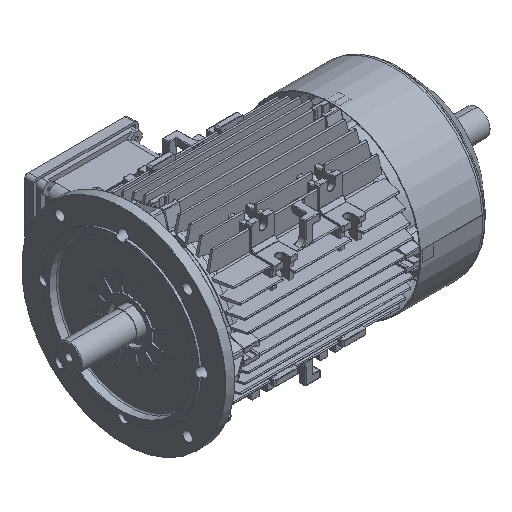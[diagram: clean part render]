
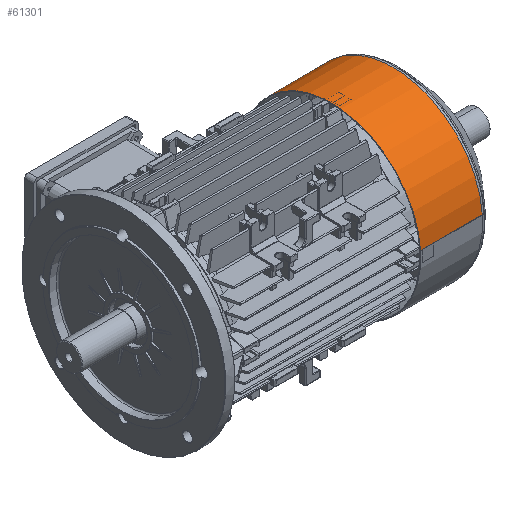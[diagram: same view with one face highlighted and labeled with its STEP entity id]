
A CAD part, isometric view. The second image highlights one B-rep face of the part: STEP entity #61301.
In plain terms, the highlighted cylindrical face has radius 131.5 mm (diameter 263 mm), a partial arc.
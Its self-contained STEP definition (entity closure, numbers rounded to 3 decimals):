
#7166 = EDGE_CURVE ( 'NONE', #104129, #95018, #37820, .T. ) ;
#13211 = EDGE_CURVE ( 'NONE', #97547, #129421, #155771, .T. ) ;
#23781 = DIRECTION ( 'NONE',  ( -1., 0., 0. ) ) ;
#36180 = ORIENTED_EDGE ( 'NONE', *, *, #140533, .T. ) ;
#37820 = LINE ( 'NONE', #115439, #146964 ) ;
#42592 = VECTOR ( 'NONE', #67979, 1000. ) ;
#45397 = EDGE_LOOP ( 'NONE', ( #98232, #36180, #180284, #174529 ) ) ;
#53366 = AXIS2_PLACEMENT_3D ( 'NONE', #73083, #23781, #134592 ) ;
#57474 = CARTESIAN_POINT ( 'NONE',  ( 0., 0., 0. ) ) ;
#61301 = ADVANCED_FACE ( 'NONE', ( #85825 ), #147319, .T. ) ;
#61343 = AXIS2_PLACEMENT_3D ( 'NONE', #196667, #116076, #150314 ) ;
#67979 = DIRECTION ( 'NONE',  ( -1., 0., 0. ) ) ;
#69431 = CARTESIAN_POINT ( 'NONE',  ( 90.538, 0., 131.5 ) ) ;
#73083 = CARTESIAN_POINT ( 'NONE',  ( 90.538, 0., 0. ) ) ;
#73289 = CARTESIAN_POINT ( 'NONE',  ( 0., 0., 131.5 ) ) ;
#80211 = CIRCLE ( 'NONE', #154198, 131.5 ) ;
#84732 = CARTESIAN_POINT ( 'NONE',  ( 0., 0., -131.5 ) ) ;
#85825 = FACE_OUTER_BOUND ( 'NONE', #45397, .T. ) ;
#95018 = VERTEX_POINT ( 'NONE', #73289 ) ;
#97547 = VERTEX_POINT ( 'NONE', #138440 ) ;
#98232 = ORIENTED_EDGE ( 'NONE', *, *, #13211, .F. ) ;
#104129 = VERTEX_POINT ( 'NONE', #69431 ) ;
#115439 = CARTESIAN_POINT ( 'NONE',  ( 0., 0., 131.5 ) ) ;
#116076 = DIRECTION ( 'NONE',  ( -1., 0., 0. ) ) ;
#119011 = DIRECTION ( 'NONE',  ( 0., 0., 1. ) ) ;
#121029 = CIRCLE ( 'NONE', #53366, 131.5 ) ;
#129421 = VERTEX_POINT ( 'NONE', #84732 ) ;
#134592 = DIRECTION ( 'NONE',  ( 0., 0., -1. ) ) ;
#138440 = CARTESIAN_POINT ( 'NONE',  ( 90.538, 0., -131.5 ) ) ;
#140533 = EDGE_CURVE ( 'NONE', #97547, #104129, #121029, .T. ) ;
#142667 = DIRECTION ( 'NONE',  ( -1., 0., 0. ) ) ;
#146964 = VECTOR ( 'NONE', #142667, 1000. ) ;
#147319 = CYLINDRICAL_SURFACE ( 'NONE', #61343, 131.5 ) ;
#150314 = DIRECTION ( 'NONE',  ( 0., 0., 1. ) ) ;
#154198 = AXIS2_PLACEMENT_3D ( 'NONE', #57474, #196608, #119011 ) ;
#155771 = LINE ( 'NONE', #159761, #42592 ) ;
#159761 = CARTESIAN_POINT ( 'NONE',  ( 0., 0., -131.5 ) ) ;
#169259 = EDGE_CURVE ( 'NONE', #129421, #95018, #80211, .T. ) ;
#174529 = ORIENTED_EDGE ( 'NONE', *, *, #169259, .F. ) ;
#180284 = ORIENTED_EDGE ( 'NONE', *, *, #7166, .T. ) ;
#196608 = DIRECTION ( 'NONE',  ( -1., 0., 0. ) ) ;
#196667 = CARTESIAN_POINT ( 'NONE',  ( 0., 0., 0. ) ) ;
